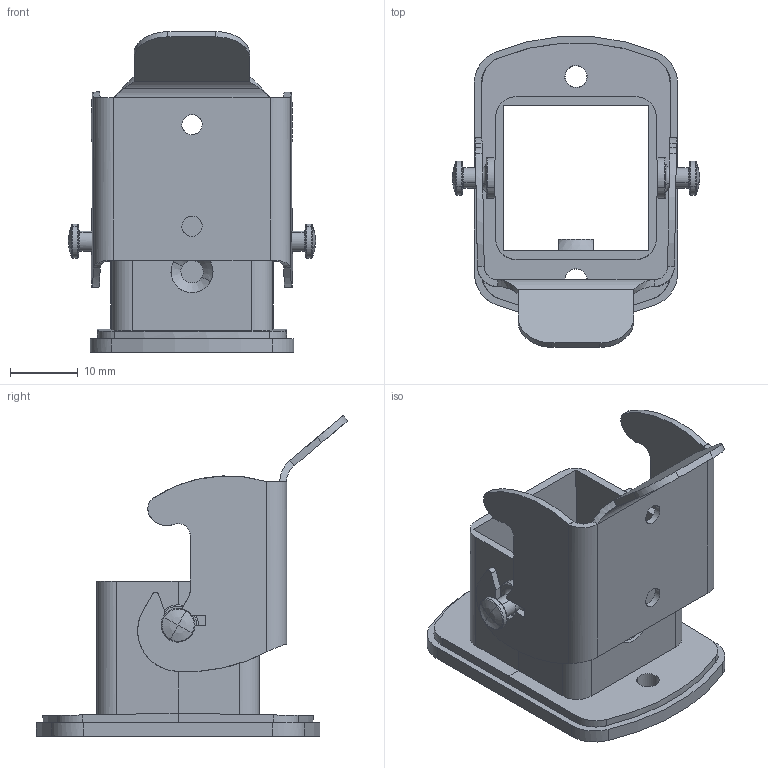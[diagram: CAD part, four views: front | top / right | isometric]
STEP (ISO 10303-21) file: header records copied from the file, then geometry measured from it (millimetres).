
FILE_DESCRIPTION(('CATIA V5 STEP Exchange','CAx-IF Rec.Pracs.--- Model Styling and Organization---1.4--- 2014-01-23'),'2;1');
FILE_NAME ('030096-1_2', '2023-02-23T06:19:43+00:00', ('none'), ('Weidmueller'), 'CATIA Version 5-6 Release 2016 SP3 HF44', 'CATIA V5 STEP AP214', 'none');
FILE_SCHEMA(('AUTOMOTIVE_DESIGN { 1 0 10303 214 1 1 1 1 }'));
Length unit declared in the file: millimetre
Products named in the file (1): 2088980000
Bounding box: 36.5 x 45.93 x 47.32 mm (x, y, z)
Volume: 6060.6 mm3; surface area: 9791.2 mm2
Topology: 1 solids, 1 shells, 197 faces, 503 edges, 308 vertices
Faces by surface type: cylinder 85, plane 77, torus 20, sphere 8, bspline 4, cone 3
Entity records: 6337 total; most frequent: CARTESIAN_POINT 1862, ORIENTED_EDGE 990, DIRECTION 760, EDGE_CURVE 495, AXIS2_PLACEMENT_3D 331, VERTEX_POINT 308, VECTOR 255, LINE 255
